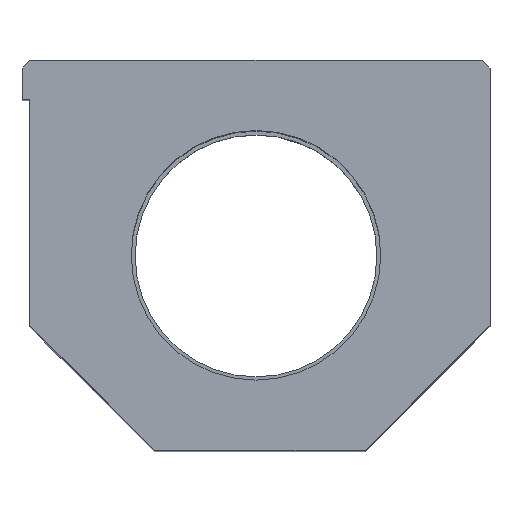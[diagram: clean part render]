
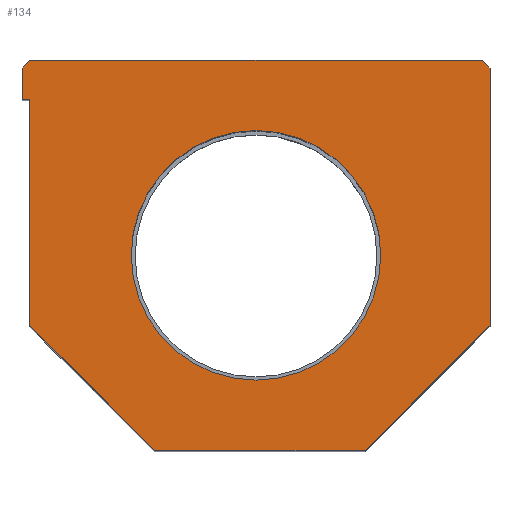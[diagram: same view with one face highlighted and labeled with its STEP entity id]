
A CAD part, top view. The second image highlights one B-rep face of the part: STEP entity #134.
In plain terms, the highlighted planar face has unit normal (0, 0, 1).
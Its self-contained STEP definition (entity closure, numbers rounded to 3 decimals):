
#134 = ADVANCED_FACE( '', ( #270, #271 ), #272, .T. );
#270 = FACE_BOUND( '', #409, .T. );
#271 = FACE_OUTER_BOUND( '', #410, .T. );
#272 = PLANE( '', #411 );
#409 = EDGE_LOOP( '', ( #848, #849 ) );
#410 = EDGE_LOOP( '', ( #850, #851, #852, #853, #854, #855, #856, #857, #858, #859 ) );
#411 = AXIS2_PLACEMENT_3D( '', #860, #861, #862 );
#848 = ORIENTED_EDGE( '', *, *, #995, .T. );
#849 = ORIENTED_EDGE( '', *, *, #879, .T. );
#850 = ORIENTED_EDGE( '', *, *, #996, .F. );
#851 = ORIENTED_EDGE( '', *, *, #1016, .F. );
#852 = ORIENTED_EDGE( '', *, *, #1013, .F. );
#853 = ORIENTED_EDGE( '', *, *, #1010, .F. );
#854 = ORIENTED_EDGE( '', *, *, #980, .F. );
#855 = ORIENTED_EDGE( '', *, *, #1008, .F. );
#856 = ORIENTED_EDGE( '', *, *, #973, .F. );
#857 = ORIENTED_EDGE( '', *, *, #1006, .F. );
#858 = ORIENTED_EDGE( '', *, *, #1003, .F. );
#859 = ORIENTED_EDGE( '', *, *, #1000, .F. );
#860 = CARTESIAN_POINT( '', ( 0., 0., 104. ) );
#861 = DIRECTION( '', ( 0., 0., 1. ) );
#862 = DIRECTION( '', ( 1., 0., 0. ) );
#879 = EDGE_CURVE( '', #1021, #1018, #1022, .T. );
#973 = EDGE_CURVE( '', #1182, #1184, #1185, .T. );
#980 = EDGE_CURVE( '', #1195, #1197, #1198, .T. );
#995 = EDGE_CURVE( '', #1018, #1021, #1213, .T. );
#996 = EDGE_CURVE( '', #1214, #1215, #1216, .T. );
#1000 = EDGE_CURVE( '', #1215, #1222, #1223, .T. );
#1003 = EDGE_CURVE( '', #1222, #1227, #1228, .T. );
#1006 = EDGE_CURVE( '', #1227, #1182, #1232, .T. );
#1008 = EDGE_CURVE( '', #1184, #1195, #1234, .T. );
#1010 = EDGE_CURVE( '', #1197, #1236, #1237, .T. );
#1013 = EDGE_CURVE( '', #1236, #1241, #1242, .T. );
#1016 = EDGE_CURVE( '', #1241, #1214, #1246, .T. );
#1018 = VERTEX_POINT( '', #1248 );
#1021 = VERTEX_POINT( '', #1252 );
#1022 = CIRCLE( '', #1253, 16. );
#1182 = VERTEX_POINT( '', #1520 );
#1184 = VERTEX_POINT( '', #1523 );
#1185 = LINE( '', #1524, #1525 );
#1195 = VERTEX_POINT( '', #1540 );
#1197 = VERTEX_POINT( '', #1543 );
#1198 = LINE( '', #1544, #1545 );
#1213 = CIRCLE( '', #1561, 16. );
#1214 = VERTEX_POINT( '', #1562 );
#1215 = VERTEX_POINT( '', #1563 );
#1216 = LINE( '', #1564, #1565 );
#1222 = VERTEX_POINT( '', #1574 );
#1223 = LINE( '', #1575, #1576 );
#1227 = VERTEX_POINT( '', #1582 );
#1228 = LINE( '', #1583, #1584 );
#1232 = LINE( '', #1590, #1591 );
#1234 = LINE( '', #1594, #1595 );
#1236 = VERTEX_POINT( '', #1598 );
#1237 = LINE( '', #1599, #1600 );
#1241 = VERTEX_POINT( '', #1606 );
#1242 = LINE( '', #1607, #1608 );
#1246 = LINE( '', #1614, #1615 );
#1248 = CARTESIAN_POINT( '', ( 0., 41., 104. ) );
#1252 = CARTESIAN_POINT( '', ( 0., 9., 104. ) );
#1253 = AXIS2_PLACEMENT_3D( '', #1619, #1620, #1621 );
#1520 = CARTESIAN_POINT( '', ( 30., 16., 104. ) );
#1523 = CARTESIAN_POINT( '', ( 14., 0., 104. ) );
#1524 = CARTESIAN_POINT( '', ( 14., 0., 104. ) );
#1525 = VECTOR( '', #1803, 1. );
#1540 = CARTESIAN_POINT( '', ( -13., 0., 104. ) );
#1543 = CARTESIAN_POINT( '', ( -29., 16., 104. ) );
#1544 = CARTESIAN_POINT( '', ( -29., 16., 104. ) );
#1545 = VECTOR( '', #1810, 1. );
#1561 = AXIS2_PLACEMENT_3D( '', #1851, #1852, #1853 );
#1562 = CARTESIAN_POINT( '', ( -30., 49., 104. ) );
#1563 = CARTESIAN_POINT( '', ( -29., 50., 104. ) );
#1564 = CARTESIAN_POINT( '', ( -29., 50., 104. ) );
#1565 = VECTOR( '', #1854, 1. );
#1574 = CARTESIAN_POINT( '', ( 29., 50., 104. ) );
#1575 = CARTESIAN_POINT( '', ( 29., 50., 104. ) );
#1576 = VECTOR( '', #1858, 1. );
#1582 = CARTESIAN_POINT( '', ( 30., 49., 104. ) );
#1583 = CARTESIAN_POINT( '', ( 30., 49., 104. ) );
#1584 = VECTOR( '', #1861, 1. );
#1590 = CARTESIAN_POINT( '', ( 30., 16., 104. ) );
#1591 = VECTOR( '', #1864, 1. );
#1594 = CARTESIAN_POINT( '', ( -13., 0., 104. ) );
#1595 = VECTOR( '', #1866, 1. );
#1598 = CARTESIAN_POINT( '', ( -29., 45., 104. ) );
#1599 = CARTESIAN_POINT( '', ( -29., 45., 104. ) );
#1600 = VECTOR( '', #1868, 1. );
#1606 = CARTESIAN_POINT( '', ( -30., 45., 104. ) );
#1607 = CARTESIAN_POINT( '', ( -30., 45., 104. ) );
#1608 = VECTOR( '', #1871, 1. );
#1614 = CARTESIAN_POINT( '', ( -30., 49., 104. ) );
#1615 = VECTOR( '', #1874, 1. );
#1619 = CARTESIAN_POINT( '', ( 0., 25., 104. ) );
#1620 = DIRECTION( '', ( 0., 0., -1. ) );
#1621 = DIRECTION( '', ( 0., 1., 0. ) );
#1803 = DIRECTION( '', ( -0.707, -0.707, 0. ) );
#1810 = DIRECTION( '', ( -0.707, 0.707, 0. ) );
#1851 = CARTESIAN_POINT( '', ( 0., 25., 104. ) );
#1852 = DIRECTION( '', ( 0., 0., -1. ) );
#1853 = DIRECTION( '', ( 0., 1., 0. ) );
#1854 = DIRECTION( '', ( 0.707, 0.707, 0. ) );
#1858 = DIRECTION( '', ( 1., 0., 0. ) );
#1861 = DIRECTION( '', ( 0.707, -0.707, 0. ) );
#1864 = DIRECTION( '', ( 0., -1., 0. ) );
#1866 = DIRECTION( '', ( -1., 0., 0. ) );
#1868 = DIRECTION( '', ( 0., 1., 0. ) );
#1871 = DIRECTION( '', ( -1., 0., 0. ) );
#1874 = DIRECTION( '', ( 0., 1., 0. ) );
